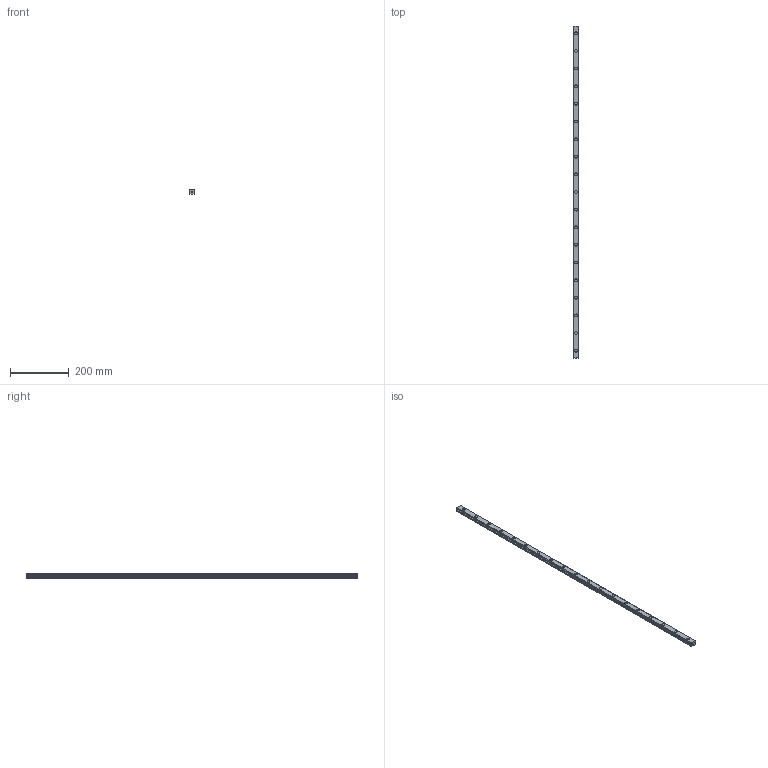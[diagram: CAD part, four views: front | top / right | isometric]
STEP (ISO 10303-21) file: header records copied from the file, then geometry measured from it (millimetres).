
FILE_DESCRIPTION(('STEP AP214'),'1');
FILE_NAME('cctmp_8D744738-BF32-4CE8-B452-7CCE82B93EB9_2021_02_04_10_15_06_0293..stp','2021-02-04T09:15:06',('HIWIN GmbH'),('CADClick - www.CADClick.com'),'Spatial InterOp 3D',' ','unknown authorization');
FILE_SCHEMA(('AUTOMOTIVE_DESIGN'));
Length unit declared in the file: millimetre
Products named in the file (1): EGR20R1130C_FILE
Bounding box: 20 x 1130 x 15.5 mm (x, y, z)
Volume: 303118 mm3; surface area: 90775.3 mm2
Topology: 1 solids, 1 shells, 331 faces, 785 edges, 498 vertices
Faces by surface type: plane 199, cylinder 132
Entity records: 12243 total; most frequent: DIRECTION 1789, CARTESIAN_POINT 1615, ORIENTED_EDGE 1570, EDGE_CURVE 785, AXIS2_PLACEMENT_3D 672, VERTEX_POINT 498, LINE 445, VECTOR 445
